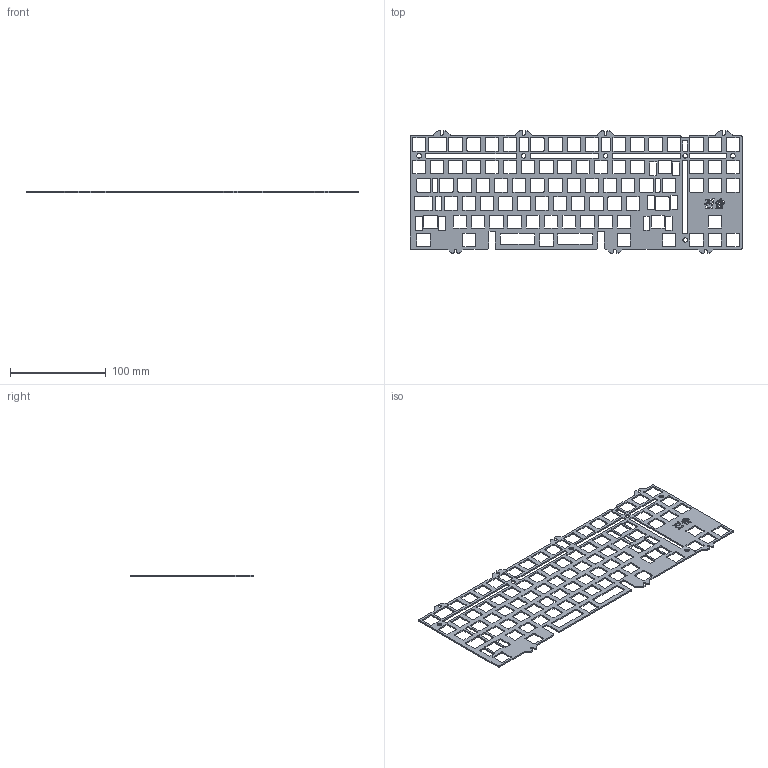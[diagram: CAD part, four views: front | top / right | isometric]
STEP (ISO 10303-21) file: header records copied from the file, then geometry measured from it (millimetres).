
FILE_DESCRIPTION(/* description */ (''),/* implementation_level */ '2;1');
FILE_NAME(/* name */ 'Plate.step',/* time_stamp */ '2021-11-05T17:52:22-07:00',/* author */ (''),/* organization */ (''),/* preprocessor_version */ 'ST-DEVELOPER v18.1',/* originating_system */ 'Autodesk Translation Framework v10.10.0.1391',/* authorisation */ '');
FILE_SCHEMA (('AUTOMOTIVE_DESIGN { 1 0 10303 214 3 1 1 }'));
Length unit declared in the file: millimetre
Products named in the file (1): f12 tkl
Bounding box: 347.66 x 127.94 x 1.5 mm (x, y, z)
Volume: 30850.6 mm3; surface area: 52467 mm2
Topology: 1 solids, 1 shells, 1090 faces, 3264 edges, 2176 vertices
Faces by surface type: plane 535, cylinder 533, bspline 22
Full cylindrical faces by diameter (mm): 4.763 x6
Entity records: 37642 total; most frequent: CARTESIAN_POINT 6825, ORIENTED_EDGE 6528, DIRECTION 6424, EDGE_CURVE 3264, VERTEX_POINT 2176, LINE 2154, VECTOR 2154, AXIS2_PLACEMENT_3D 2135
